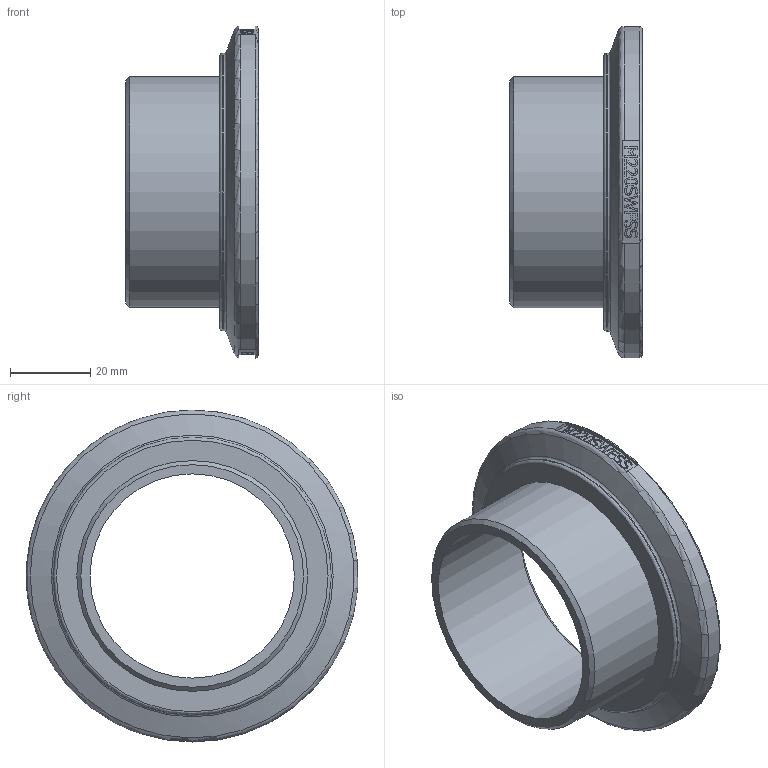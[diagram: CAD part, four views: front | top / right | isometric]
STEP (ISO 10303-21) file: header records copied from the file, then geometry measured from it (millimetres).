
FILE_DESCRIPTION(/* description */ ('2" SOCKET WELD X 2" FP MNFLD FLG.'),/* implementation_level */ '2;1');
FILE_NAME(/* name */ 'M220SWFSS.stp',/* time_stamp */ '2017-03-21T15:43:53-04:00',/* author */ ('MJC'),/* organization */ (''),/* preprocessor_version */ 'ST-DEVELOPER v16.5',/* originating_system */ 'Autodesk Inventor 2017',/* authorisation */ '');
FILE_SCHEMA (('AUTOMOTIVE_DESIGN { 1 0 10303 214 3 1 1 }'));
Length unit declared in the file: inch
Products named in the file (1): M220SWFSS
Bounding box: 33.02 x 82.38 x 82.55 mm (x, y, z)
Volume: 36401.5 mm3; surface area: 17850.1 mm2
Topology: 1 solids, 1 shells, 255 faces, 686 edges, 454 vertices
Faces by surface type: bspline 112, plane 108, cylinder 27, torus 5, cone 3
Full cylindrical faces by diameter (mm): 50.8 x1, 57.404 x1, 66.548 x1, 69.056 x1
Entity records: 10005 total; most frequent: CARTESIAN_POINT 4234, ORIENTED_EDGE 1342, DIRECTION 894, EDGE_CURVE 671, VERTEX_POINT 451, AXIS2_PLACEMENT_3D 303, EDGE_LOOP 290, LINE 288
